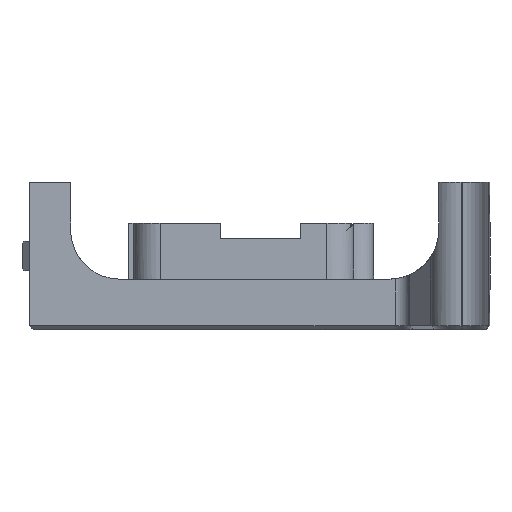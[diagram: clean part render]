
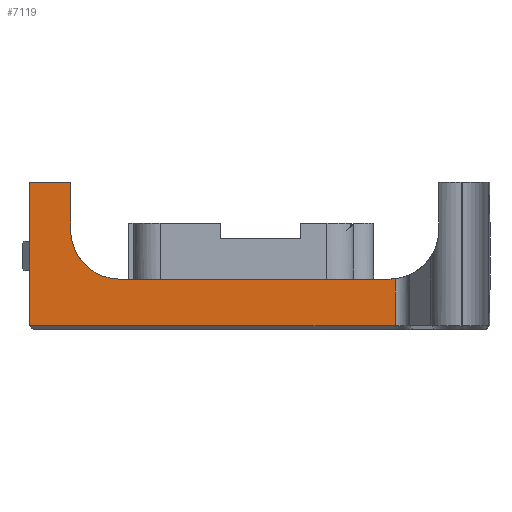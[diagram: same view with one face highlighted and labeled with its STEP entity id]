
A CAD part, left-side view. The second image highlights one B-rep face of the part: STEP entity #7119.
In plain terms, the highlighted planar face has unit normal (-1, 0, 0).
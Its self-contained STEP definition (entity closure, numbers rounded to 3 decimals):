
#127=CIRCLE('',#7366,5.);
#143=CIRCLE('',#7437,5.);
#457=FACE_OUTER_BOUND('',#865,.T.);
#865=EDGE_LOOP('',(#5921,#5922,#5923,#5924,#5925,#5926,#5927,#5928));
#1391=LINE('',#10450,#2289);
#1418=LINE('',#10507,#2316);
#1434=LINE('',#10549,#2332);
#1489=LINE('',#10667,#2387);
#1502=LINE('',#10692,#2400);
#1764=LINE('',#11562,#2662);
#2289=VECTOR('',#8283,1000.);
#2316=VECTOR('',#8316,1000.);
#2332=VECTOR('',#8346,1000.);
#2387=VECTOR('',#8473,1000.);
#2400=VECTOR('',#8500,1000.);
#2662=VECTOR('',#9142,1000.);
#3169=VERTEX_POINT('',#10447);
#3170=VERTEX_POINT('',#10449);
#3196=VERTEX_POINT('',#10504);
#3197=VERTEX_POINT('',#10506);
#3219=VERTEX_POINT('',#10558);
#3243=VERTEX_POINT('',#10666);
#3248=VERTEX_POINT('',#10691);
#3266=VERTEX_POINT('',#10798);
#3866=EDGE_CURVE('',#3170,#3169,#1391,.T.);
#3895=EDGE_CURVE('',#3197,#3196,#1418,.T.);
#3917=EDGE_CURVE('',#3196,#3170,#1434,.T.);
#3922=EDGE_CURVE('',#3197,#3219,#127,.T.);
#3978=EDGE_CURVE('',#3169,#3243,#1489,.T.);
#3992=EDGE_CURVE('',#3248,#3219,#1502,.T.);
#4031=EDGE_CURVE('',#3248,#3266,#143,.T.);
#4330=EDGE_CURVE('',#3266,#3243,#1764,.T.);
#5921=ORIENTED_EDGE('',*,*,#3992,.T.);
#5922=ORIENTED_EDGE('',*,*,#3922,.F.);
#5923=ORIENTED_EDGE('',*,*,#3895,.T.);
#5924=ORIENTED_EDGE('',*,*,#3917,.T.);
#5925=ORIENTED_EDGE('',*,*,#3866,.T.);
#5926=ORIENTED_EDGE('',*,*,#3978,.T.);
#5927=ORIENTED_EDGE('',*,*,#4330,.F.);
#5928=ORIENTED_EDGE('',*,*,#4031,.F.);
#6760=PLANE('',#7596);
#7119=ADVANCED_FACE('',(#457),#6760,.T.);
#7366=AXIS2_PLACEMENT_3D('',#10559,#8355,#8356);
#7437=AXIS2_PLACEMENT_3D('',#10799,#8587,#8588);
#7596=AXIS2_PLACEMENT_3D('',#11561,#9140,#9141);
#8283=DIRECTION('',(0.,0.,-1.));
#8316=DIRECTION('',(0.,0.,1.));
#8346=DIRECTION('',(0.,1.,0.));
#8355=DIRECTION('center_axis',(-1.,0.,0.));
#8356=DIRECTION('ref_axis',(0.,1.,0.));
#8473=DIRECTION('',(0.,-1.,0.));
#8500=DIRECTION('',(0.,1.,0.));
#8587=DIRECTION('center_axis',(-1.,0.,0.));
#8588=DIRECTION('ref_axis',(0.,1.,0.));
#9140=DIRECTION('center_axis',(-1.,0.,0.));
#9141=DIRECTION('ref_axis',(0.,1.,0.));
#9142=DIRECTION('',(0.,0.,-1.));
#10447=CARTESIAN_POINT('',(-161.384,47.,0.4));
#10449=CARTESIAN_POINT('',(-161.384,47.,15.));
#10450=CARTESIAN_POINT('',(-161.384,47.,15.));
#10504=CARTESIAN_POINT('',(-161.384,42.79,15.));
#10506=CARTESIAN_POINT('',(-161.384,42.79,10.143));
#10507=CARTESIAN_POINT('',(-161.384,42.79,15.));
#10549=CARTESIAN_POINT('',(-161.384,47.,15.));
#10558=CARTESIAN_POINT('',(-161.384,37.79,5.143));
#10559=CARTESIAN_POINT('Origin',(-161.384,37.79,10.143));
#10666=CARTESIAN_POINT('',(-161.384,9.674,0.4));
#10667=CARTESIAN_POINT('',(-161.384,9.674,0.4));
#10691=CARTESIAN_POINT('',(-161.384,10.234,5.143));
#10692=CARTESIAN_POINT('',(-161.384,47.,5.143));
#10798=CARTESIAN_POINT('',(-161.384,9.674,5.175));
#10799=CARTESIAN_POINT('Origin',(-161.384,10.234,10.143));
#11561=CARTESIAN_POINT('Origin',(-161.384,47.,15.));
#11562=CARTESIAN_POINT('',(-161.384,9.674,15.));
